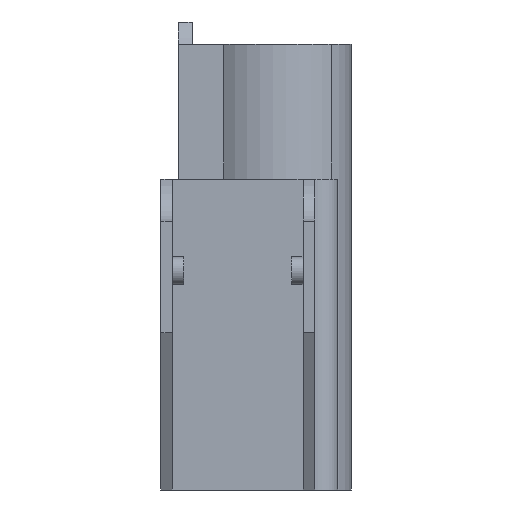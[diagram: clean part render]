
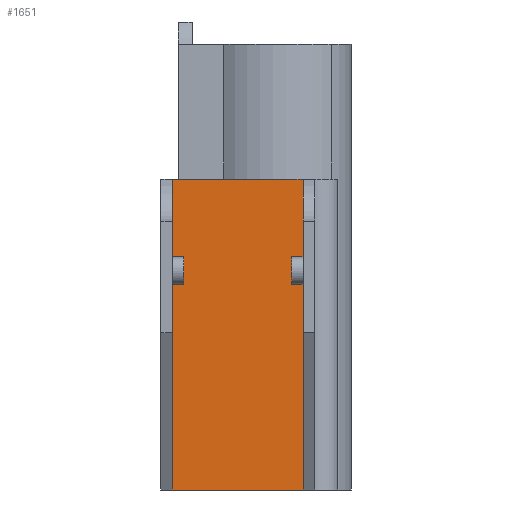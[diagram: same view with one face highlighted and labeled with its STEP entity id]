
A CAD part, front view. The second image highlights one B-rep face of the part: STEP entity #1651.
In plain terms, the highlighted planar face has unit normal (0, -1, 0).
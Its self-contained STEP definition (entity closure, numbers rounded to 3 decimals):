
#44 = PLANE('',#45);
#45 = AXIS2_PLACEMENT_3D('',#46,#47,#48);
#46 = CARTESIAN_POINT('',(-2.915,-7.003,-29.));
#47 = DIRECTION('',(0.,0.,-1.));
#48 = DIRECTION('',(-1.,0.,0.));
#156 = PLANE('',#157);
#157 = AXIS2_PLACEMENT_3D('',#158,#159,#160);
#158 = CARTESIAN_POINT('',(-6.7,-9.1,11.45));
#159 = DIRECTION('',(0.,0.,1.));
#160 = DIRECTION('',(1.,0.,0.));
#560 = VERTEX_POINT('',#561);
#561 = CARTESIAN_POINT('',(4.3,-12.076,-29.));
#587 = EDGE_CURVE('',#588,#560,#590,.T.);
#588 = VERTEX_POINT('',#589);
#589 = CARTESIAN_POINT('',(-12.7,-12.076,-29.));
#590 = SURFACE_CURVE('',#591,(#595,#602),.PCURVE_S1.);
#591 = LINE('',#592,#593);
#592 = CARTESIAN_POINT('',(-12.7,-12.076,-29.));
#593 = VECTOR('',#594,1.);
#594 = DIRECTION('',(1.,0.,0.));
#595 = PCURVE('',#44,#596);
#596 = DEFINITIONAL_REPRESENTATION('',(#597),#601);
#597 = LINE('',#598,#599);
#598 = CARTESIAN_POINT('',(9.785,-5.073));
#599 = VECTOR('',#600,1.);
#600 = DIRECTION('',(-1.,0.));
#601 = ( GEOMETRIC_REPRESENTATION_CONTEXT(2) 
PARAMETRIC_REPRESENTATION_CONTEXT() REPRESENTATION_CONTEXT('2D SPACE',''
  ) );
#602 = PCURVE('',#603,#608);
#603 = PLANE('',#604);
#604 = AXIS2_PLACEMENT_3D('',#605,#606,#607);
#605 = CARTESIAN_POINT('',(-12.7,-12.076,-29.));
#606 = DIRECTION('',(0.,1.,0.));
#607 = DIRECTION('',(1.,0.,0.));
#608 = DEFINITIONAL_REPRESENTATION('',(#609),#613);
#609 = LINE('',#610,#611);
#610 = CARTESIAN_POINT('',(0.,0.));
#611 = VECTOR('',#612,1.);
#612 = DIRECTION('',(1.,0.));
#613 = ( GEOMETRIC_REPRESENTATION_CONTEXT(2) 
PARAMETRIC_REPRESENTATION_CONTEXT() REPRESENTATION_CONTEXT('2D SPACE',''
  ) );
#796 = VERTEX_POINT('',#797);
#797 = CARTESIAN_POINT('',(-12.7,-12.076,11.45));
#810 = PLANE('',#811);
#811 = AXIS2_PLACEMENT_3D('',#812,#813,#814);
#812 = CARTESIAN_POINT('',(-12.7,-23.576,-29.));
#813 = DIRECTION('',(-1.,0.,0.));
#814 = DIRECTION('',(0.,1.,0.));
#821 = EDGE_CURVE('',#796,#822,#824,.T.);
#822 = VERTEX_POINT('',#823);
#823 = CARTESIAN_POINT('',(4.3,-12.076,11.45));
#824 = SURFACE_CURVE('',#825,(#829,#835),.PCURVE_S1.);
#825 = LINE('',#826,#827);
#826 = CARTESIAN_POINT('',(-9.7,-12.076,11.45));
#827 = VECTOR('',#828,1.);
#828 = DIRECTION('',(1.,0.,0.));
#829 = PCURVE('',#156,#830);
#830 = DEFINITIONAL_REPRESENTATION('',(#831),#834);
#831 = B_SPLINE_CURVE_WITH_KNOTS('',1,(#832,#833),.UNSPECIFIED.,.F.,.F.,
  (2,2),(-3.,14.),.PIECEWISE_BEZIER_KNOTS.);
#832 = CARTESIAN_POINT('',(-6.,-2.976));
#833 = CARTESIAN_POINT('',(11.,-2.976));
#834 = ( GEOMETRIC_REPRESENTATION_CONTEXT(2) 
PARAMETRIC_REPRESENTATION_CONTEXT() REPRESENTATION_CONTEXT('2D SPACE',''
  ) );
#835 = PCURVE('',#603,#836);
#836 = DEFINITIONAL_REPRESENTATION('',(#837),#840);
#837 = B_SPLINE_CURVE_WITH_KNOTS('',1,(#838,#839),.UNSPECIFIED.,.F.,.F.,
  (2,2),(-3.,14.),.PIECEWISE_BEZIER_KNOTS.);
#838 = CARTESIAN_POINT('',(0.,-40.45));
#839 = CARTESIAN_POINT('',(17.,-40.45));
#840 = ( GEOMETRIC_REPRESENTATION_CONTEXT(2) 
PARAMETRIC_REPRESENTATION_CONTEXT() REPRESENTATION_CONTEXT('2D SPACE',''
  ) );
#857 = PLANE('',#858);
#858 = AXIS2_PLACEMENT_3D('',#859,#860,#861);
#859 = CARTESIAN_POINT('',(4.3,-12.076,-29.));
#860 = DIRECTION('',(1.,0.,0.));
#861 = DIRECTION('',(0.,-1.,0.));
#1651 = ADVANCED_FACE('',(#1652),#603,.F.);
#1652 = FACE_BOUND('',#1653,.F.);
#1653 = EDGE_LOOP('',(#1654,#1655,#1676,#1677));
#1654 = ORIENTED_EDGE('',*,*,#587,.F.);
#1655 = ORIENTED_EDGE('',*,*,#1656,.T.);
#1656 = EDGE_CURVE('',#588,#796,#1657,.T.);
#1657 = SURFACE_CURVE('',#1658,(#1662,#1669),.PCURVE_S1.);
#1658 = LINE('',#1659,#1660);
#1659 = CARTESIAN_POINT('',(-12.7,-12.076,-29.));
#1660 = VECTOR('',#1661,1.);
#1661 = DIRECTION('',(0.,0.,1.));
#1662 = PCURVE('',#603,#1663);
#1663 = DEFINITIONAL_REPRESENTATION('',(#1664),#1668);
#1664 = LINE('',#1665,#1666);
#1665 = CARTESIAN_POINT('',(0.,0.));
#1666 = VECTOR('',#1667,1.);
#1667 = DIRECTION('',(0.,-1.));
#1668 = ( GEOMETRIC_REPRESENTATION_CONTEXT(2) 
PARAMETRIC_REPRESENTATION_CONTEXT() REPRESENTATION_CONTEXT('2D SPACE',''
  ) );
#1669 = PCURVE('',#810,#1670);
#1670 = DEFINITIONAL_REPRESENTATION('',(#1671),#1675);
#1671 = LINE('',#1672,#1673);
#1672 = CARTESIAN_POINT('',(11.5,0.));
#1673 = VECTOR('',#1674,1.);
#1674 = DIRECTION('',(0.,-1.));
#1675 = ( GEOMETRIC_REPRESENTATION_CONTEXT(2) 
PARAMETRIC_REPRESENTATION_CONTEXT() REPRESENTATION_CONTEXT('2D SPACE',''
  ) );
#1676 = ORIENTED_EDGE('',*,*,#821,.T.);
#1677 = ORIENTED_EDGE('',*,*,#1678,.F.);
#1678 = EDGE_CURVE('',#560,#822,#1679,.T.);
#1679 = SURFACE_CURVE('',#1680,(#1684,#1691),.PCURVE_S1.);
#1680 = LINE('',#1681,#1682);
#1681 = CARTESIAN_POINT('',(4.3,-12.076,-29.));
#1682 = VECTOR('',#1683,1.);
#1683 = DIRECTION('',(0.,0.,1.));
#1684 = PCURVE('',#603,#1685);
#1685 = DEFINITIONAL_REPRESENTATION('',(#1686),#1690);
#1686 = LINE('',#1687,#1688);
#1687 = CARTESIAN_POINT('',(17.,0.));
#1688 = VECTOR('',#1689,1.);
#1689 = DIRECTION('',(0.,-1.));
#1690 = ( GEOMETRIC_REPRESENTATION_CONTEXT(2) 
PARAMETRIC_REPRESENTATION_CONTEXT() REPRESENTATION_CONTEXT('2D SPACE',''
  ) );
#1691 = PCURVE('',#857,#1692);
#1692 = DEFINITIONAL_REPRESENTATION('',(#1693),#1697);
#1693 = LINE('',#1694,#1695);
#1694 = CARTESIAN_POINT('',(0.,0.));
#1695 = VECTOR('',#1696,1.);
#1696 = DIRECTION('',(0.,-1.));
#1697 = ( GEOMETRIC_REPRESENTATION_CONTEXT(2) 
PARAMETRIC_REPRESENTATION_CONTEXT() REPRESENTATION_CONTEXT('2D SPACE',''
  ) );
